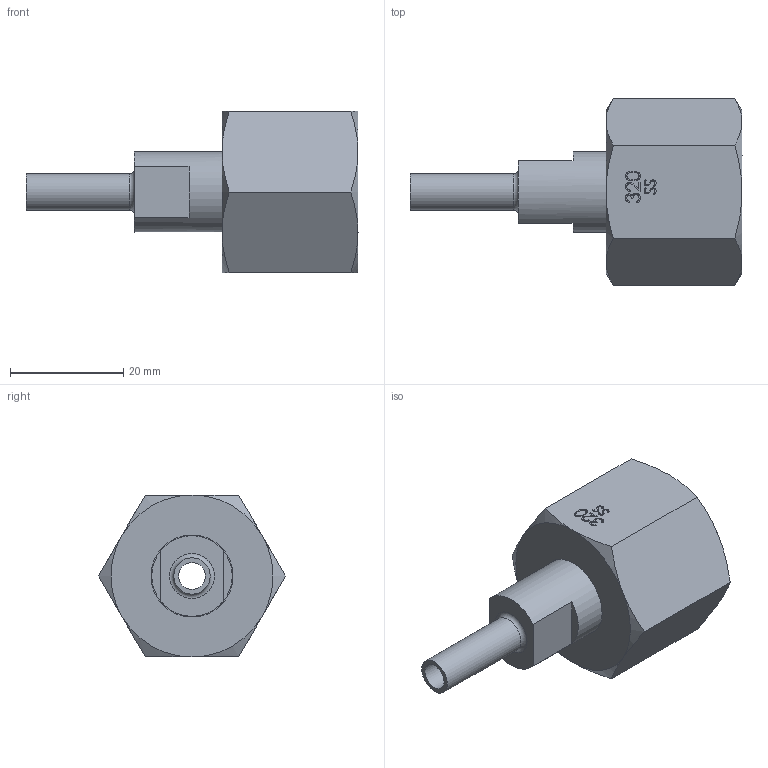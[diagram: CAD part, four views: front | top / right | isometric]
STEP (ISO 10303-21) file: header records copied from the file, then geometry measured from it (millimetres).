
FILE_DESCRIPTION (( 'STEP AP203' ), '1' );
FILE_NAME ('INL-320SS-4TS-P.STEP', '2023-11-09T22:18:11', ( '' ), ( '' ), 'SwSTEP 2.0', 'SolidWorks 2018', '' );
FILE_SCHEMA (( 'CONFIG_CONTROL_DESIGN' ));
Length unit declared in the file: inch
Products named in the file (4): PRT-000033; PRT-000260; INL-320SS-4TS-P; PRT-002553
Assembly tree (3 placements, depth 2):
  INL-320SS-4TS-P
    PRT-000033
    PRT-000260
    PRT-002553
Bounding box: 58.59 x 33 x 28.57 mm (x, y, z)
Volume: 14996.2 mm3; surface area: 8579.3 mm2
Topology: 3 solids, 3 shells, 63 faces, 296 edges, 249 vertices
Faces by surface type: plane 26, cone 18, cylinder 14, bspline 3, torus 2
Full cylindrical faces by diameter (mm): 4.763 x1, 6.35 x1, 6.401 x1, 14.211 x1, 14.465 x1, 17.856 x1, 18.694 x1, 19.216 x6
Entity records: 8376 total; most frequent: CARTESIAN_POINT 6049, ORIENTED_EDGE 516, EDGE_CURVE 258, VERTEX_POINT 233, DIRECTION 228, B_SPLINE_CURVE_WITH_KNOTS 190, AXIS2_PLACEMENT_3D 100, EDGE_LOOP 89
